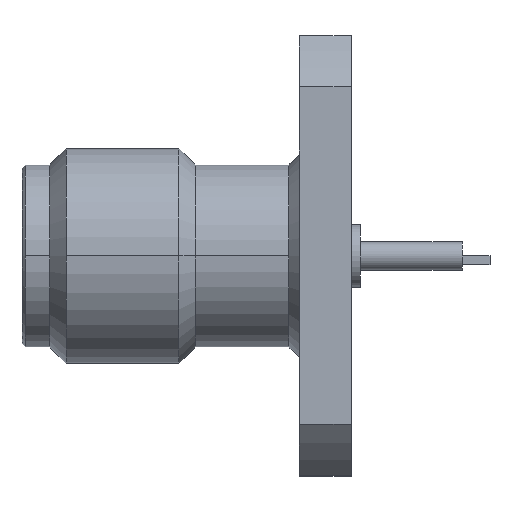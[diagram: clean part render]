
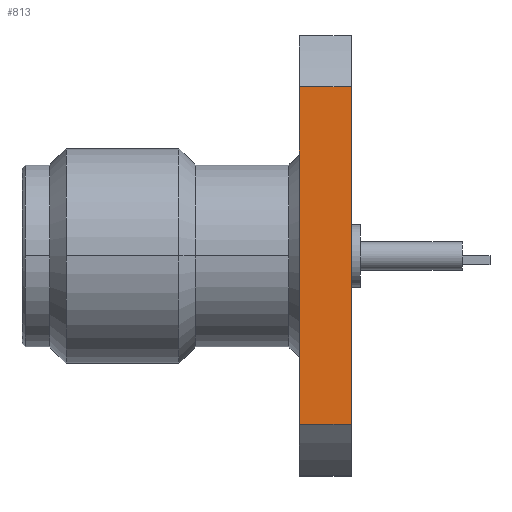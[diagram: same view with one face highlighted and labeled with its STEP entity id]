
A CAD part, top view. The second image highlights one B-rep face of the part: STEP entity #813.
In plain terms, the highlighted planar face has unit normal (0, 0, 1).
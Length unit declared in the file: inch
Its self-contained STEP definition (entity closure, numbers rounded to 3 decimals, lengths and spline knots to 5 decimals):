
#144 = LINE ( 'NONE', #4518, #233 ) ;
#233 = VECTOR ( 'NONE', #1609, 39.37008 ) ;
#440 = CARTESIAN_POINT ( 'NONE',  ( 0.31496, -0.19157, 0.25 ) ) ;
#705 = ORIENTED_EDGE ( 'NONE', *, *, #4060, .T. ) ;
#813 = ADVANCED_FACE ( 'NONE', ( #5349 ), #4383, .T. ) ;
#843 = LINE ( 'NONE', #2763, #1330 ) ;
#1274 = LINE ( 'NONE', #6087, #6163 ) ;
#1330 = VECTOR ( 'NONE', #6161, 39.37008 ) ;
#1386 = VERTEX_POINT ( 'NONE', #3748 ) ;
#1609 = DIRECTION ( 'NONE',  ( 0., -1., 0. ) ) ;
#1939 = DIRECTION ( 'NONE',  ( 0., -1., 0. ) ) ;
#2100 = VERTEX_POINT ( 'NONE', #5014 ) ;
#2153 = VERTEX_POINT ( 'NONE', #5648 ) ;
#2440 = CARTESIAN_POINT ( 'NONE',  ( 0.37402, 0., 0.25 ) ) ;
#2532 = VECTOR ( 'NONE', #1939, 39.37008 ) ;
#2536 = CARTESIAN_POINT ( 'NONE',  ( 0.31496, 0.19157, 0.25 ) ) ;
#2654 = VERTEX_POINT ( 'NONE', #440 ) ;
#2656 = EDGE_CURVE ( 'NONE', #2100, #1386, #4817, .T. ) ;
#2763 = CARTESIAN_POINT ( 'NONE',  ( 0.31496, -0.19157, 0.25 ) ) ;
#2850 = ORIENTED_EDGE ( 'NONE', *, *, #5843, .F. ) ;
#2868 = AXIS2_PLACEMENT_3D ( 'NONE', #2536, #3490, #4473 ) ;
#3490 = DIRECTION ( 'NONE',  ( 0., 0., 1. ) ) ;
#3537 = EDGE_LOOP ( 'NONE', ( #3940, #705, #2850, #5746 ) ) ;
#3748 = CARTESIAN_POINT ( 'NONE',  ( 0.37402, -0.19157, 0.25 ) ) ;
#3940 = ORIENTED_EDGE ( 'NONE', *, *, #5460, .T. ) ;
#4060 = EDGE_CURVE ( 'NONE', #2153, #2654, #144, .T. ) ;
#4383 = PLANE ( 'NONE',  #2868 ) ;
#4473 = DIRECTION ( 'NONE',  ( 1., 0., 0. ) ) ;
#4518 = CARTESIAN_POINT ( 'NONE',  ( 0.31496, 0.19157, 0.25 ) ) ;
#4817 = LINE ( 'NONE', #2440, #2532 ) ;
#5014 = CARTESIAN_POINT ( 'NONE',  ( 0.37402, 0.19157, 0.25 ) ) ;
#5183 = DIRECTION ( 'NONE',  ( -1., 0., 0. ) ) ;
#5349 = FACE_OUTER_BOUND ( 'NONE', #3537, .T. ) ;
#5460 = EDGE_CURVE ( 'NONE', #2100, #2153, #1274, .T. ) ;
#5648 = CARTESIAN_POINT ( 'NONE',  ( 0.31496, 0.19157, 0.25 ) ) ;
#5746 = ORIENTED_EDGE ( 'NONE', *, *, #2656, .F. ) ;
#5843 = EDGE_CURVE ( 'NONE', #1386, #2654, #843, .T. ) ;
#6087 = CARTESIAN_POINT ( 'NONE',  ( 0.31496, 0.19157, 0.25 ) ) ;
#6161 = DIRECTION ( 'NONE',  ( -1., 0., 0. ) ) ;
#6163 = VECTOR ( 'NONE', #5183, 39.37008 ) ;
